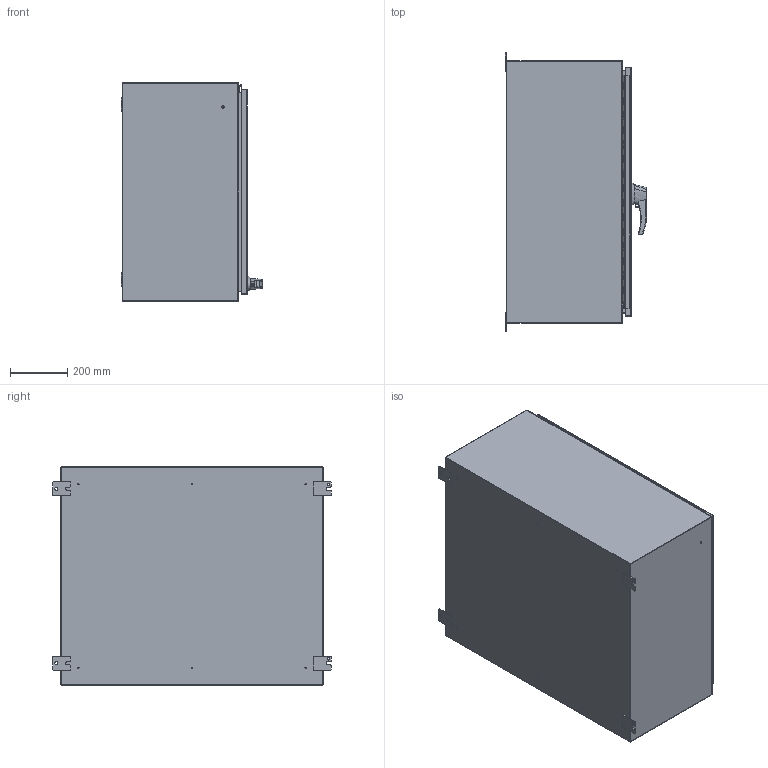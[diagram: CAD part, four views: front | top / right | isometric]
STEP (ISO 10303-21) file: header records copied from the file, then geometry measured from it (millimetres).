
FILE_DESCRIPTION (( 'STEP AP214' ), '1' );
FILE_NAME ('HW363016S16HK.STEP', '2019-08-07T21:32:42', ( '' ), ( '' ), 'SwSTEP 2.0', 'SolidWorks 2018', '' );
FILE_SCHEMA (( 'AUTOMOTIVE_DESIGN' ));
Length unit declared in the file: inch
Products named in the file (1): HW363016S16HK
Bounding box: 494.03 x 971.55 x 762 mm (x, y, z)
Volume: 6041318.2 mm3; surface area: 6338982 mm2
Topology: 46 solids, 47 shells, 1506 faces, 3793 edges, 2420 vertices
Faces by surface type: plane 704, cylinder 646, bspline 115, cone 41
Entity records: 104024 total; most frequent: CARTESIAN_POINT 48345, ORIENTED_EDGE 7570, DIRECTION 7220, EDGE_CURVE 3785, AXIS2_PLACEMENT_3D 2536, VERTEX_POINT 2420, VECTOR 2148, LINE 2148
